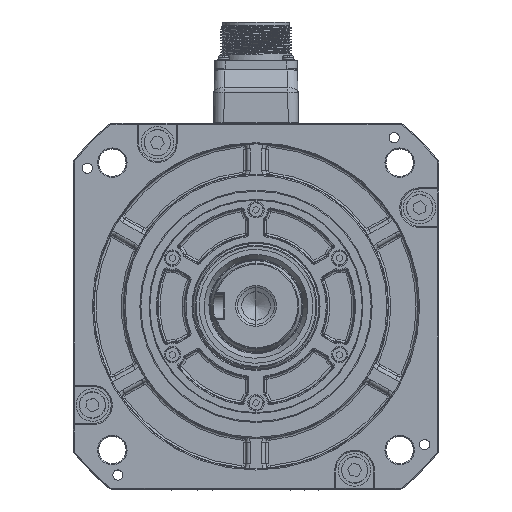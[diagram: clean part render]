
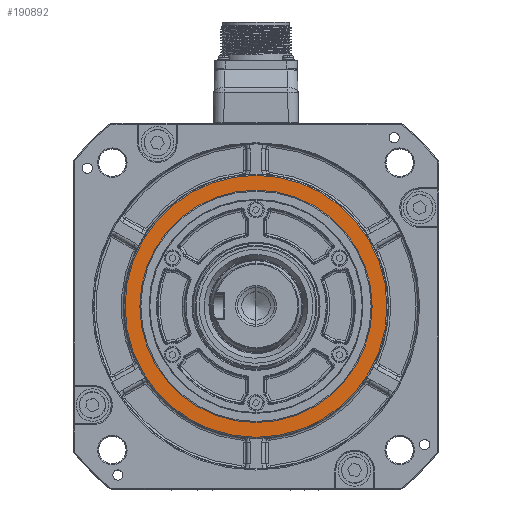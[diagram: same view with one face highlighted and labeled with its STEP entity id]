
A CAD part, top view. The second image highlights one B-rep face of the part: STEP entity #190892.
In plain terms, the highlighted planar face has unit normal (0, 0, 1).
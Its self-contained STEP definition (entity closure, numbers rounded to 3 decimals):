
#187045=CARTESIAN_POINT('',(-64.452,0.,135.5));
#187046=VERTEX_POINT('',#187045);
#187047=CARTESIAN_POINT('',(64.452,0.,135.5));
#187048=VERTEX_POINT('',#187047);
#187049=CARTESIAN_POINT('',(0.,0.,135.5));
#187050=DIRECTION('',(-1.,0.,0.));
#187051=DIRECTION('',(0.,0.,-1.));
#187052=AXIS2_PLACEMENT_3D('',#187049,#187051,#187050);
#187053=CIRCLE('',#187052,64.452);
#187054=EDGE_CURVE('',#187046,#187048,#187053,.T.);
#187792=CARTESIAN_POINT('',(0.,0.,135.5));
#187793=DIRECTION('',(1.,0.,0.));
#187794=DIRECTION('',(-0.,0.,-1.));
#187795=AXIS2_PLACEMENT_3D('',#187792,#187794,#187793);
#187796=CIRCLE('',#187795,64.452);
#187797=EDGE_CURVE('',#187048,#187046,#187796,.T.);
#190863=CARTESIAN_POINT('',(57.15,0.,135.5));
#190864=DIRECTION('',(1.,0.,0.));
#190865=DIRECTION('',(0.,0.,1.));
#190866=AXIS2_PLACEMENT_3D('',#190863,#190865,#190864);
#190867=PLANE('',#190866);
#190868=ORIENTED_EDGE('',*,*,#187054,.F.);
#190869=ORIENTED_EDGE('',*,*,#187797,.F.);
#190870=EDGE_LOOP('',(#190868,#190869));
#190871=FACE_OUTER_BOUND('',#190870,.T.);
#190872=CARTESIAN_POINT('',(57.15,0.,135.5));
#190873=VERTEX_POINT('',#190872);
#190874=CARTESIAN_POINT('',(-57.15,0.,135.5));
#190875=VERTEX_POINT('',#190874);
#190876=CARTESIAN_POINT('',(0.,0.,135.5));
#190877=DIRECTION('',(1.,0.,0.));
#190878=DIRECTION('',(0.,0.,1.));
#190879=AXIS2_PLACEMENT_3D('',#190876,#190878,#190877);
#190880=CIRCLE('',#190879,57.15);
#190881=EDGE_CURVE('',#190873,#190875,#190880,.T.);
#190882=ORIENTED_EDGE('',*,*,#190881,.F.);
#190883=CARTESIAN_POINT('',(0.,0.,135.5));
#190884=DIRECTION('',(-1.,0.,0.));
#190885=DIRECTION('',(0.,0.,1.));
#190886=AXIS2_PLACEMENT_3D('',#190883,#190885,#190884);
#190887=CIRCLE('',#190886,57.15);
#190888=EDGE_CURVE('',#190875,#190873,#190887,.T.);
#190889=ORIENTED_EDGE('',*,*,#190888,.F.);
#190890=EDGE_LOOP('',(#190882,#190889));
#190891=FACE_BOUND('',#190890,.T.);
#190892=ADVANCED_FACE('',(#190871,#190891),#190867,.T.);
